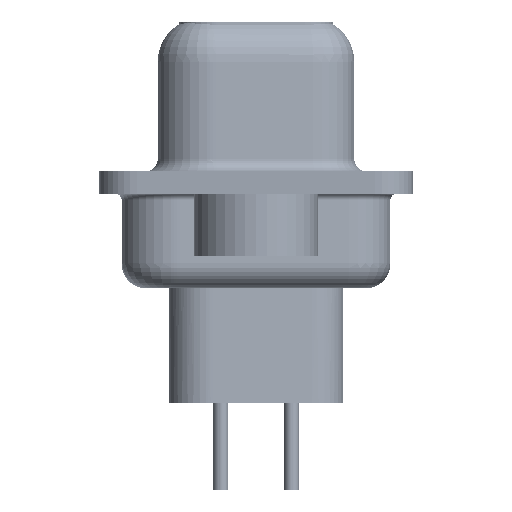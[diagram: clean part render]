
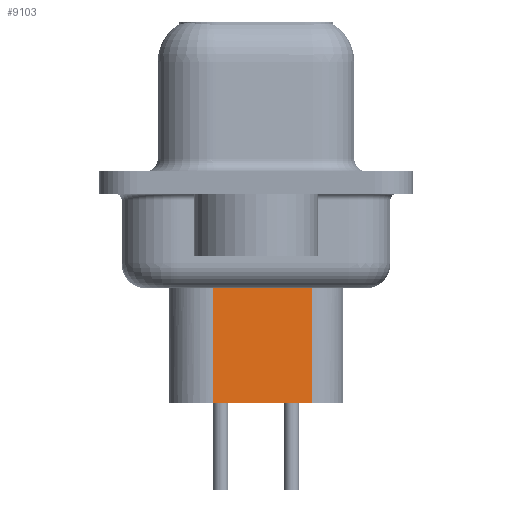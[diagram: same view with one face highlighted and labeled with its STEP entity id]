
A CAD part, left-side view. The second image highlights one B-rep face of the part: STEP entity #9103.
In plain terms, the highlighted planar face has unit normal (-0.985, -0.174, 0).
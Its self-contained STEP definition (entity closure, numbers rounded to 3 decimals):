
#739 = VERTEX_POINT ( 'NONE', #2682 ) ;
#2682 = CARTESIAN_POINT ( 'NONE',  ( 5.229, -2.26, -8.85 ) ) ;
#3054 = DIRECTION ( 'NONE',  ( -0.174, 0.985, 0. ) ) ;
#3224 = VECTOR ( 'NONE', #31538, 1000. ) ;
#4068 = CARTESIAN_POINT ( 'NONE',  ( 4.524, 1.74, -3.975 ) ) ;
#5846 = EDGE_CURVE ( 'NONE', #17239, #11180, #23653, .T. ) ;
#6217 = VERTEX_POINT ( 'NONE', #7708 ) ;
#7230 = DIRECTION ( 'NONE',  ( 0.174, -0.985, 0. ) ) ;
#7708 = CARTESIAN_POINT ( 'NONE',  ( 5.229, -2.26, -3.975 ) ) ;
#7884 = CARTESIAN_POINT ( 'NONE',  ( 4.353, 2.709, -3.975 ) ) ;
#7918 = ORIENTED_EDGE ( 'NONE', *, *, #7940, .F. ) ;
#7940 = EDGE_CURVE ( 'NONE', #739, #11180, #18280, .T. ) ;
#9103 = ADVANCED_FACE ( 'NONE', ( #12205 ), #16994, .T. ) ;
#9227 = EDGE_CURVE ( 'NONE', #6217, #17239, #10048, .T. ) ;
#10048 = LINE ( 'NONE', #7884, #18691 ) ;
#10169 = ORIENTED_EDGE ( 'NONE', *, *, #5846, .T. ) ;
#11180 = VERTEX_POINT ( 'NONE', #26292 ) ;
#12205 = FACE_OUTER_BOUND ( 'NONE', #13605, .T. ) ;
#13455 = ORIENTED_EDGE ( 'NONE', *, *, #9227, .T. ) ;
#13605 = EDGE_LOOP ( 'NONE', ( #14137, #13455, #10169, #7918 ) ) ;
#14137 = ORIENTED_EDGE ( 'NONE', *, *, #30172, .F. ) ;
#16994 = PLANE ( 'NONE',  #20846 ) ;
#17239 = VERTEX_POINT ( 'NONE', #4068 ) ;
#18280 = LINE ( 'NONE', #28385, #20233 ) ;
#18628 = LINE ( 'NONE', #23465, #3224 ) ;
#18691 = VECTOR ( 'NONE', #3054, 1000. ) ;
#20233 = VECTOR ( 'NONE', #23422, 1000. ) ;
#20504 = DIRECTION ( 'NONE',  ( 0., 0., -1. ) ) ;
#20846 = AXIS2_PLACEMENT_3D ( 'NONE', #27126, #29942, #7230 ) ;
#23422 = DIRECTION ( 'NONE',  ( -0.174, 0.985, 0. ) ) ;
#23465 = CARTESIAN_POINT ( 'NONE',  ( 5.229, -2.26, -3.1 ) ) ;
#23653 = LINE ( 'NONE', #28128, #26604 ) ;
#26292 = CARTESIAN_POINT ( 'NONE',  ( 4.524, 1.74, -8.85 ) ) ;
#26604 = VECTOR ( 'NONE', #20504, 1000. ) ;
#27126 = CARTESIAN_POINT ( 'NONE',  ( 4.524, 1.74, -3.1 ) ) ;
#28128 = CARTESIAN_POINT ( 'NONE',  ( 4.524, 1.74, -3.1 ) ) ;
#28385 = CARTESIAN_POINT ( 'NONE',  ( 4.524, 1.74, -8.85 ) ) ;
#29942 = DIRECTION ( 'NONE',  ( -0.985, -0.174, 0. ) ) ;
#30172 = EDGE_CURVE ( 'NONE', #6217, #739, #18628, .T. ) ;
#31538 = DIRECTION ( 'NONE',  ( 0., 0., -1. ) ) ;
